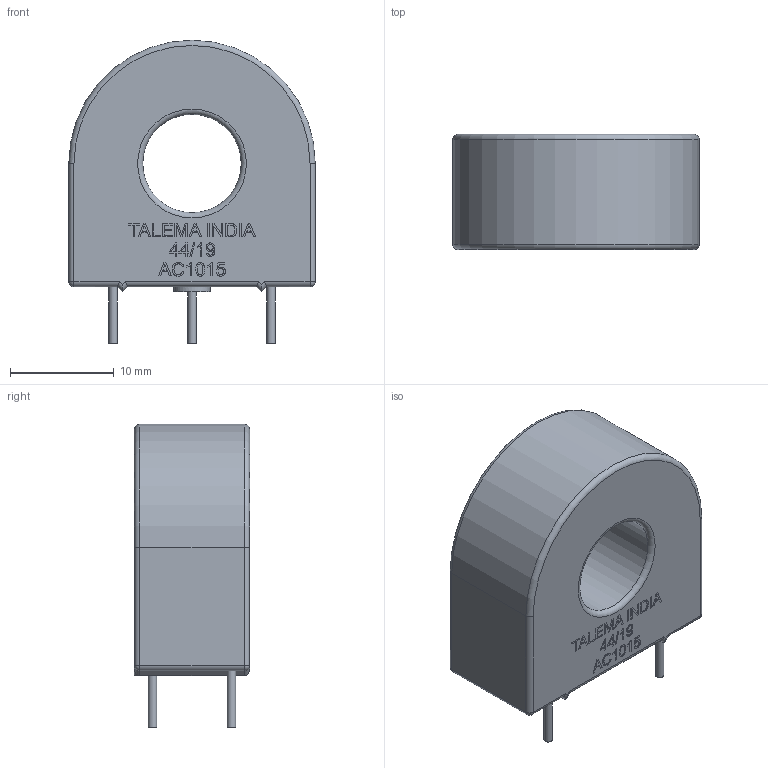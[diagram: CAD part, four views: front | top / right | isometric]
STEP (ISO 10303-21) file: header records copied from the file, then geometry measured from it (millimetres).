
FILE_DESCRIPTION(/* description */ (''),/* implementation_level */ '2;1');
FILE_NAME(/* name */ 'TALEMA - AC1015.step',/* time_stamp */ '2020-01-01T17:23:10+00:00',/* author */ (''),/* organization */ (''),/* preprocessor_version */ 'ST-DEVELOPER v18',/* originating_system */ 'Autodesk Translation Framework v8.12.0.6',/* authorisation */ '');
FILE_SCHEMA (('AUTOMOTIVE_DESIGN { 1 0 10303 214 3 1 1 }'));
Length unit declared in the file: millimetre
Products named in the file (1): TALEMA - AC1015
Bounding box: 23.8 x 11.12 x 29.3 mm (x, y, z)
Volume: 4839.9 mm3; surface area: 2150.1 mm2
Topology: 1 solids, 1 shells, 369 faces, 975 edges, 638 vertices
Faces by surface type: plane 210, bspline 124, cylinder 27, sphere 4, torus 4
Full cylindrical faces by diameter (mm): 0.813 x3, 3.5 x1, 9.5 x1
Entity records: 12547 total; most frequent: CARTESIAN_POINT 4139, ORIENTED_EDGE 1946, DIRECTION 1275, EDGE_CURVE 973, LINE 671, VECTOR 671, VERTEX_POINT 638, EDGE_LOOP 403
